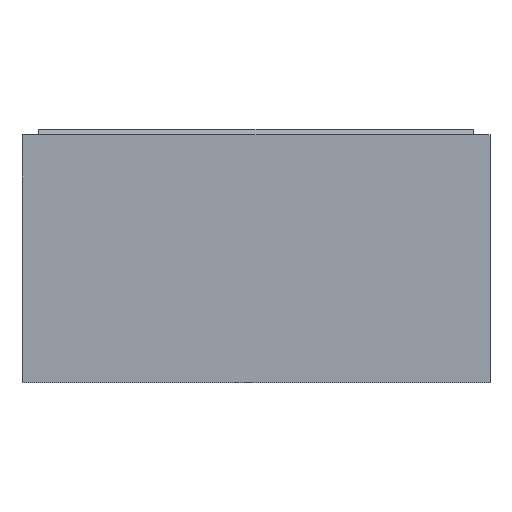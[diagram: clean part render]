
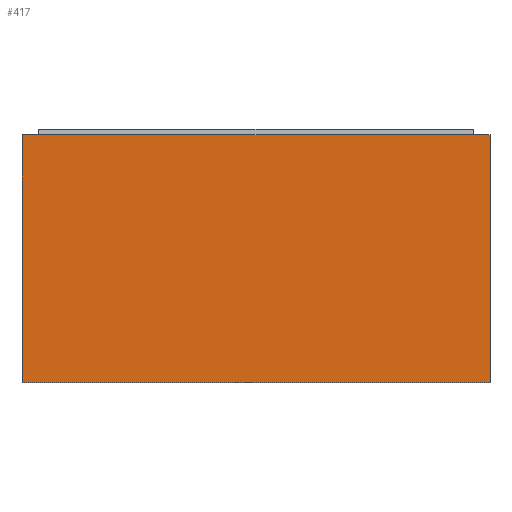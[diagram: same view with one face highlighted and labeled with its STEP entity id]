
A CAD part, front view. The second image highlights one B-rep face of the part: STEP entity #417.
In plain terms, the highlighted planar face has unit normal (0, -1, 0).
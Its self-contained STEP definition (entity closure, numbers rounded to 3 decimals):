
#3 = FACE_OUTER_BOUND ( 'NONE', #420, .T. ) ;
#19 = VECTOR ( 'NONE', #430, 1000. ) ;
#21 = VERTEX_POINT ( 'NONE', #462 ) ;
#78 = ORIENTED_EDGE ( 'NONE', *, *, #1405, .F. ) ;
#126 = CARTESIAN_POINT ( 'NONE',  ( -0.425, -0.775, 0.45 ) ) ;
#160 = VERTEX_POINT ( 'NONE', #126 ) ;
#218 = VECTOR ( 'NONE', #513, 1000. ) ;
#231 = VECTOR ( 'NONE', #644, 1000. ) ;
#247 = DIRECTION ( 'NONE',  ( 0., 0., -1. ) ) ;
#254 = ORIENTED_EDGE ( 'NONE', *, *, #1364, .F. ) ;
#260 = CARTESIAN_POINT ( 'NONE',  ( 0., -0.775, 0.45 ) ) ;
#275 = LINE ( 'NONE', #641, #19 ) ;
#295 = CARTESIAN_POINT ( 'NONE',  ( 0., -0.775, 0. ) ) ;
#373 = LINE ( 'NONE', #295, #231 ) ;
#414 = CARTESIAN_POINT ( 'NONE',  ( -0.425, -0.775, 0.225 ) ) ;
#417 = ADVANCED_FACE ( 'NONE', ( #3 ), #460, .T. ) ;
#420 = EDGE_LOOP ( 'NONE', ( #1414, #78, #1457, #254 ) ) ;
#430 = DIRECTION ( 'NONE',  ( 0., 0., -1. ) ) ;
#460 = PLANE ( 'NONE',  #964 ) ;
#462 = CARTESIAN_POINT ( 'NONE',  ( 0.425, -0.775, 0. ) ) ;
#502 = DIRECTION ( 'NONE',  ( 0., -1., 0. ) ) ;
#513 = DIRECTION ( 'NONE',  ( 0., 0., 1. ) ) ;
#524 = LINE ( 'NONE', #414, #218 ) ;
#530 = VECTOR ( 'NONE', #1174, 1000. ) ;
#641 = CARTESIAN_POINT ( 'NONE',  ( 0.425, -0.775, 0.225 ) ) ;
#644 = DIRECTION ( 'NONE',  ( -1., 0., 0. ) ) ;
#724 = LINE ( 'NONE', #260, #530 ) ;
#793 = CARTESIAN_POINT ( 'NONE',  ( 0., -0.775, 0.45 ) ) ;
#964 = AXIS2_PLACEMENT_3D ( 'NONE', #793, #502, #247 ) ;
#1040 = EDGE_CURVE ( 'NONE', #21, #1158, #373, .T. ) ;
#1132 = VERTEX_POINT ( 'NONE', #1412 ) ;
#1158 = VERTEX_POINT ( 'NONE', #1185 ) ;
#1174 = DIRECTION ( 'NONE',  ( -1., 0., 0. ) ) ;
#1185 = CARTESIAN_POINT ( 'NONE',  ( -0.425, -0.775, 0. ) ) ;
#1194 = EDGE_CURVE ( 'NONE', #1132, #160, #724, .T. ) ;
#1364 = EDGE_CURVE ( 'NONE', #1132, #21, #275, .T. ) ;
#1405 = EDGE_CURVE ( 'NONE', #1158, #160, #524, .T. ) ;
#1412 = CARTESIAN_POINT ( 'NONE',  ( 0.425, -0.775, 0.45 ) ) ;
#1414 = ORIENTED_EDGE ( 'NONE', *, *, #1194, .T. ) ;
#1457 = ORIENTED_EDGE ( 'NONE', *, *, #1040, .F. ) ;
